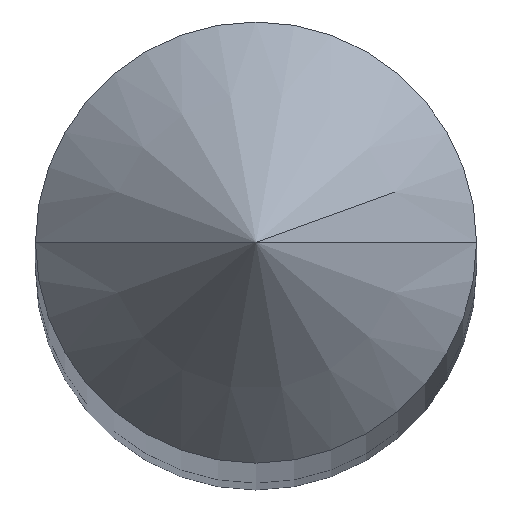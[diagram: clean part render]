
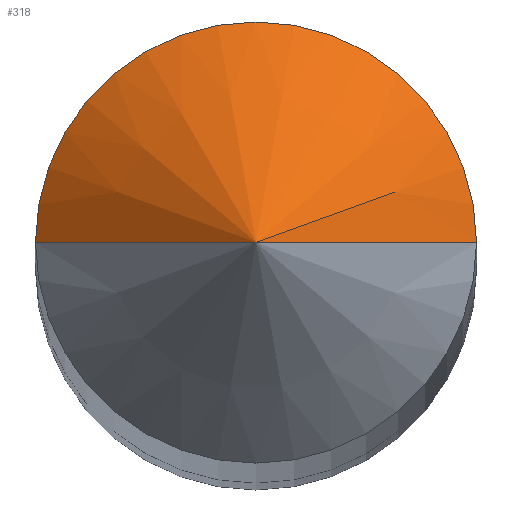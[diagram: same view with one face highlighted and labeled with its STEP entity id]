
A CAD part, top view. The second image highlights one B-rep face of the part: STEP entity #318.
In plain terms, the highlighted conical face has half-angle 45 degrees and reference radius 0.305 mm.
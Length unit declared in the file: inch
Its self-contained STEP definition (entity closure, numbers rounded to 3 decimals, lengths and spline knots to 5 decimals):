
#13 = CONICAL_SURFACE ( 'NONE', #273, 0.012, 0.785 ) ;
#28 = CARTESIAN_POINT ( 'NONE',  ( 0.012, 0., -0.03125 ) ) ;
#35 = DIRECTION ( 'NONE',  ( 0., 0., 1. ) ) ;
#37 = EDGE_CURVE ( 'NONE', #80, #171, #312, .T. ) ;
#53 = DIRECTION ( 'NONE',  ( 0., 0., -1. ) ) ;
#66 = CARTESIAN_POINT ( 'NONE',  ( -0.012, 0., -0.03125 ) ) ;
#73 = CARTESIAN_POINT ( 'NONE',  ( 0., 0., -0.03125 ) ) ;
#80 = VERTEX_POINT ( 'NONE', #355 ) ;
#88 = CARTESIAN_POINT ( 'NONE',  ( -0.012, 0., -0.03125 ) ) ;
#91 = EDGE_CURVE ( 'NONE', #275, #171, #204, .T. ) ;
#102 = CARTESIAN_POINT ( 'NONE',  ( 0., 0., -0.03125 ) ) ;
#104 = VECTOR ( 'NONE', #177, 39.37008 ) ;
#134 = AXIS2_PLACEMENT_3D ( 'NONE', #73, #35, #289 ) ;
#164 = DIRECTION ( 'NONE',  ( 0.707, 0., -0.707 ) ) ;
#171 = VERTEX_POINT ( 'NONE', #88 ) ;
#177 = DIRECTION ( 'NONE',  ( -0.707, 0., -0.707 ) ) ;
#204 = CIRCLE ( 'NONE', #134, 0.012 ) ;
#207 = DIRECTION ( 'NONE',  ( -1., 0., 0. ) ) ;
#210 = VECTOR ( 'NONE', #164, 39.37008 ) ;
#212 = ORIENTED_EDGE ( 'NONE', *, *, #91, .T. ) ;
#226 = CARTESIAN_POINT ( 'NONE',  ( 0.012, 0., -0.03125 ) ) ;
#240 = EDGE_LOOP ( 'NONE', ( #276, #246, #212 ) ) ;
#242 = FACE_OUTER_BOUND ( 'NONE', #240, .T. ) ;
#246 = ORIENTED_EDGE ( 'NONE', *, *, #356, .T. ) ;
#273 = AXIS2_PLACEMENT_3D ( 'NONE', #102, #53, #207 ) ;
#275 = VERTEX_POINT ( 'NONE', #226 ) ;
#276 = ORIENTED_EDGE ( 'NONE', *, *, #37, .F. ) ;
#289 = DIRECTION ( 'NONE',  ( 1., 0., 0. ) ) ;
#299 = LINE ( 'NONE', #28, #210 ) ;
#312 = LINE ( 'NONE', #66, #104 ) ;
#318 = ADVANCED_FACE ( 'NONE', ( #242 ), #13, .T. ) ;
#355 = CARTESIAN_POINT ( 'NONE',  ( 0., 0., -0.01925 ) ) ;
#356 = EDGE_CURVE ( 'NONE', #80, #275, #299, .T. ) ;
